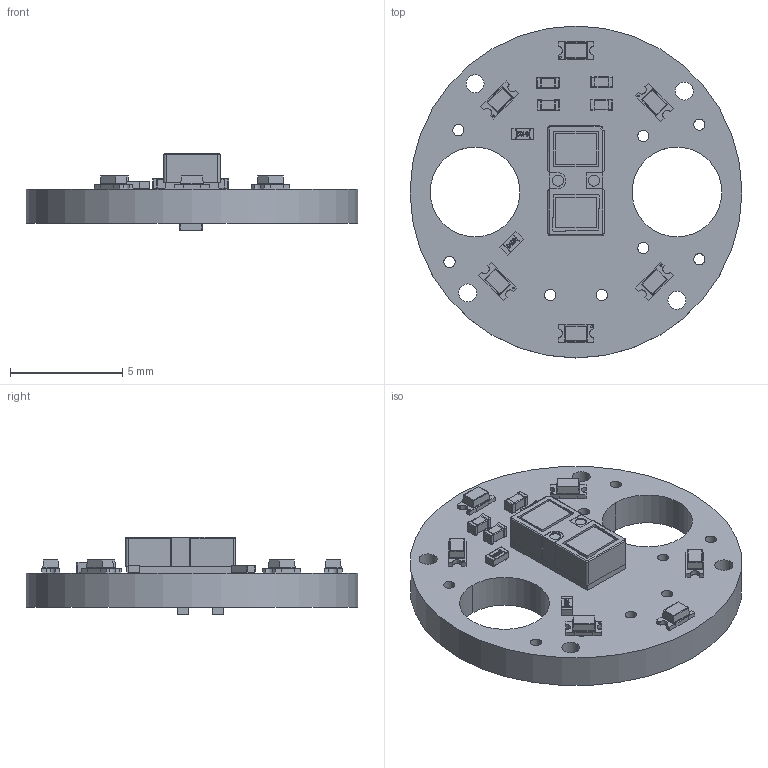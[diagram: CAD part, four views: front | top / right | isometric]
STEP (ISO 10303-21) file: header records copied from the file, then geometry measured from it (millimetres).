
FILE_DESCRIPTION(('Open CASCADE Model'),'2;1');
FILE_NAME('Open CASCADE Shape Model','2023-02-09T21:36:05',('Author'),( 'Open CASCADE'),'Open CASCADE STEP processor 6.8','Open CASCADE 6.8' ,'Unknown');
FILE_SCHEMA(('AUTOMOTIVE_DESIGN { 1 0 10303 214 1 1 1 1 }'));
Length unit declared in the file: millimetre
Products named in the file (27): PCB; Board; Open CASCADE STEP translator 6.8 1.1.1; D8; User_Library-LED_0603_WS; Pocket002; Pad004; Fillet; Pocket001; Pad; U2; 1; D4; C4; User_Library-C0402-1; C3; R4; User_Library-R_0402; R3; R2; R1; D9; D7; D3; D2; C2; C1
Assembly tree (37 placements, depth 4):
  PCB
    Board
      Open CASCADE STEP translator 6.8 1.1.1
    D8
      User_Library-LED_0603_WS
        Pocket002
        Pad004
        Fillet
        Pocket001
        Pad
    U2
      1
    D4
      User_Library-LED_0603_WS
        Pocket002
        Pad004
        Fillet
        Pocket001
        Pad
    C4
      User_Library-C0402-1
    C3
      User_Library-C0402-1
    R4
      User_Library-R_0402
    R3
      User_Library-R_0402
    R2
      User_Library-R_0402
    R1
      User_Library-R_0402
    D9
      User_Library-LED_0603_WS
        Pocket002
        Pad004
        Fillet
        Pocket001
        Pad
    D7
      User_Library-LED_0603_WS
        Pocket002
        Pad004
        Fillet
        Pocket001
        Pad
    D3
      User_Library-LED_0603_WS
        Pocket002
        Pad004
        Fillet
        Pocket001
        Pad
    D2
      User_Library-LED_0603_WS
        Pocket002
        Pad004
        Fillet
        Pocket001
        Pad
    C2
Bounding box: 14.8 x 14.8 x 3.47 mm (x, y, z)
Volume: 240.3 mm3; surface area: 594.1 mm2
Topology: 61 solids, 67 shells, 1203 faces, 2783 edges, 1726 vertices
Faces by surface type: plane 748, cylinder 212, bspline 171, sphere 72
Full cylindrical faces by diameter (mm): 0.5 x8, 0.8 x4, 14.8 x1
Entity records: 16257 total; most frequent: CARTESIAN_POINT 4267, ORIENTED_EDGE 2106, DIRECTION 2047, EDGE_CURVE 1054, LINE 799, VECTOR 799, VERTEX_POINT 674, AXIS2_PLACEMENT_3D 624
